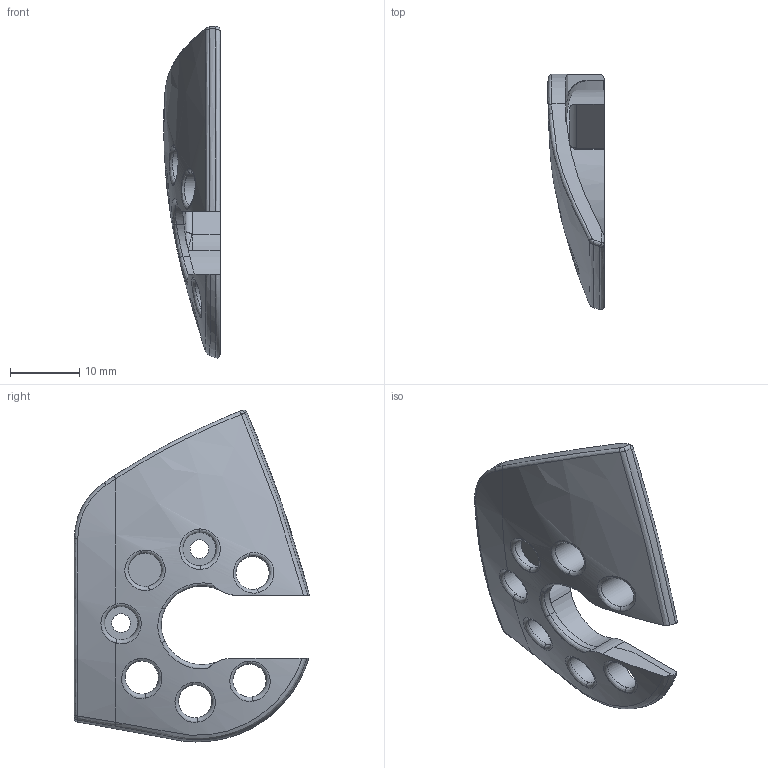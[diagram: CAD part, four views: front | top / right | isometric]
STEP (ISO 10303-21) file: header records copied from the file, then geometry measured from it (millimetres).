
FILE_DESCRIPTION(/* description */ (''),/* implementation_level */ '2;1');
FILE_NAME(/* name */ 'Ankle_cover_left v4.step',/* time_stamp */ '2018-10-19T16:12:41+11:00',/* author */ ('TaylorY96'),/* organization */ (''),/* preprocessor_version */ 'ST-DEVELOPER v17.2',/* originating_system */ 'Autodesk Translation Framework v7.6.0.251',/* authorisation */ '');
FILE_SCHEMA (('AUTOMOTIVE_DESIGN { 1 0 10303 214 3 1 1 }'));
Length unit declared in the file: millimetre
Products named in the file (1): Ankle_cover_left
Bounding box: 8.17 x 34 x 47.98 mm (x, y, z)
Volume: 3198.4 mm3; surface area: 3191.3 mm2
Topology: 1 solids, 1 shells, 103 faces, 299 edges, 201 vertices
Faces by surface type: bspline 50, cylinder 26, plane 26, torus 1
Full cylindrical faces by diameter (mm): 2.7 x2, 4.8 x7
Entity records: 13303 total; most frequent: CARTESIAN_POINT 10889, ORIENTED_EDGE 598, DIRECTION 365, EDGE_CURVE 299, VERTEX_POINT 201, AXIS2_PLACEMENT_3D 153, B_SPLINE_CURVE_WITH_KNOTS 141, EDGE_LOOP 118
